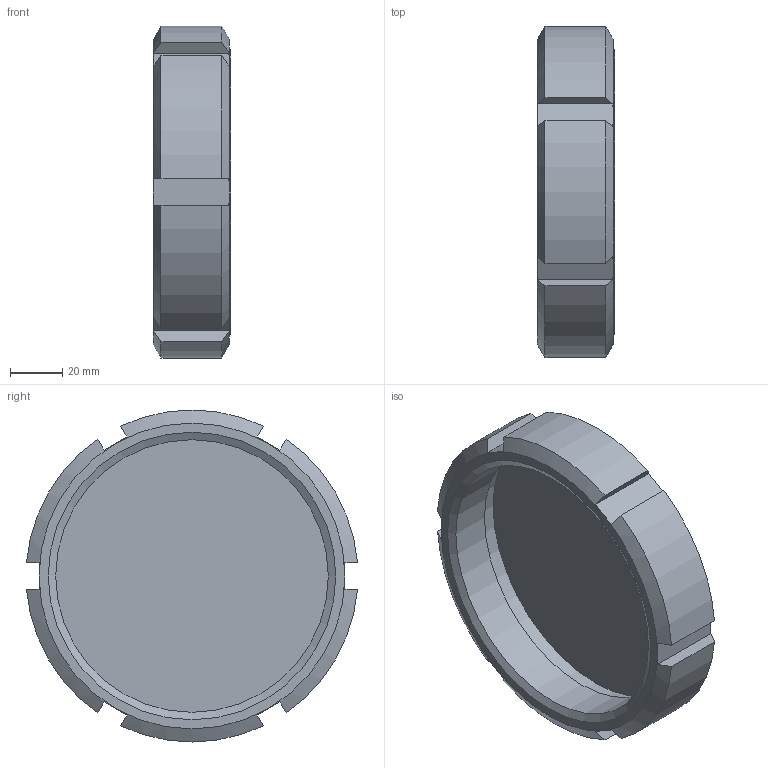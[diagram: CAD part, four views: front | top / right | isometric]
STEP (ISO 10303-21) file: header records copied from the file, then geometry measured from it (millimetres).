
FILE_DESCRIPTION((''),'2;1');
FILE_NAME('12000080X.stp','2010-08-04T15:20:15',('thilbrands'),(''),'Autodesk Inventor 2008','Autodesk Inventor 2008','');
FILE_SCHEMA(('AUTOMOTIVE_DESIGN { 1 0 10303 214 1 1 1 1 }'));
Length unit declared in the file: millimetre
Products named in the file (1): 12000010
Bounding box: 29.5 x 126.61 x 127 mm (x, y, z)
Volume: 136780.7 mm3; surface area: 46096.9 mm2
Topology: 1 solids, 1 shells, 45 faces, 108 edges, 67 vertices
Faces by surface type: plane 22, cone 15, cylinder 8
Full cylindrical faces by diameter (mm): 104.29 x1, 110.8 x1
Entity records: 1246 total; most frequent: CARTESIAN_POINT 312, ORIENTED_EDGE 206, DIRECTION 178, EDGE_CURVE 103, AXIS2_PLACEMENT_3D 77, VERTEX_POINT 67, EDGE_LOOP 52, FACE_OUTER_BOUND 45
